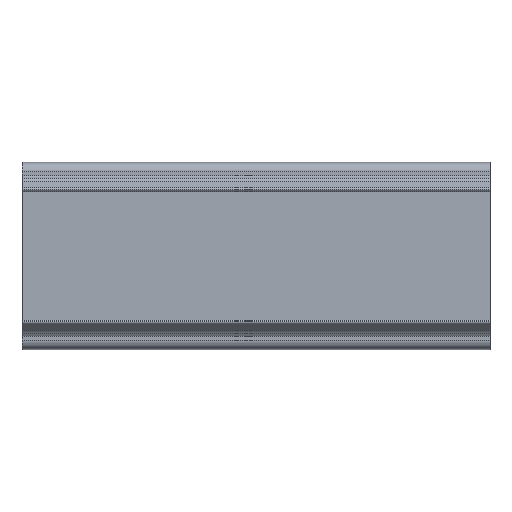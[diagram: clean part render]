
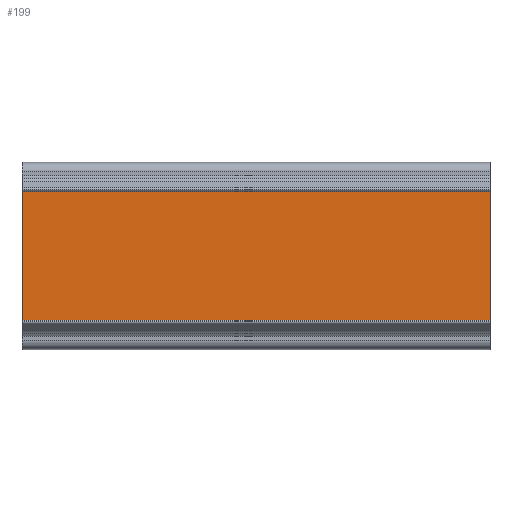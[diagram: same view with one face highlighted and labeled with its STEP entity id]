
A CAD part, top view. The second image highlights one B-rep face of the part: STEP entity #199.
In plain terms, the highlighted planar face has unit normal (0, 0, 1).
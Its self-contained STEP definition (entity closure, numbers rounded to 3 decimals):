
#199=ADVANCED_FACE('',(#360),#361,.F.);
#360=FACE_OUTER_BOUND('',#600,.T.);
#361=PLANE('',#601);
#600=EDGE_LOOP('',(#1040,#1041,#1042,#1043));
#601=AXIS2_PLACEMENT_3D('',#1044,#1045,#1046);
#1040=ORIENTED_EDGE('',*,*,#1949,.F.);
#1041=ORIENTED_EDGE('',*,*,#1950,.F.);
#1042=ORIENTED_EDGE('',*,*,#1951,.F.);
#1043=ORIENTED_EDGE('',*,*,#1947,.T.);
#1044=CARTESIAN_POINT('',(50000.0,0.,-8.8));
#1045=DIRECTION('',(0.0,0.,-1.0));
#1046=DIRECTION('',(0.0,1.0,0.));
#1947=EDGE_CURVE('',#2382,#2380,#2383,.T.);
#1949=EDGE_CURVE('',#2385,#2380,#2386,.T.);
#1950=EDGE_CURVE('',#2387,#2385,#2388,.T.);
#1951=EDGE_CURVE('',#2382,#2387,#2389,.T.);
#2380=VERTEX_POINT('',#3050);
#2382=VERTEX_POINT('',#3052);
#2383=LINE('',#3053,#3054);
#2385=VERTEX_POINT('',#3056);
#2386=LINE('',#3057,#3058);
#2387=VERTEX_POINT('',#3059);
#2388=LINE('',#3060,#3061);
#2389=LINE('',#3062,#3063);
#3050=CARTESIAN_POINT('',(-50.,16.,-8.8));
#3052=CARTESIAN_POINT('',(50.,16.,-8.8));
#3053=CARTESIAN_POINT('',(50000.0,16.,-8.8));
#3054=VECTOR('',#3791,1.0);
#3056=CARTESIAN_POINT('',(-50.,-16.,-8.8));
#3057=CARTESIAN_POINT('',(-50.,0.,-8.8));
#3058=VECTOR('',#3795,1.0);
#3059=CARTESIAN_POINT('',(50.,-16.,-8.8));
#3060=CARTESIAN_POINT('',(50000.0,-16.,-8.8));
#3061=VECTOR('',#3796,1.0);
#3062=CARTESIAN_POINT('',(50.,0.,-8.8));
#3063=VECTOR('',#3797,1.0);
#3791=DIRECTION('',(-1.0,0.0,0.0));
#3795=DIRECTION('',(0.0,1.0,0.));
#3796=DIRECTION('',(-1.0,0.0,0.0));
#3797=DIRECTION('',(0.0,-1.0,0.));
